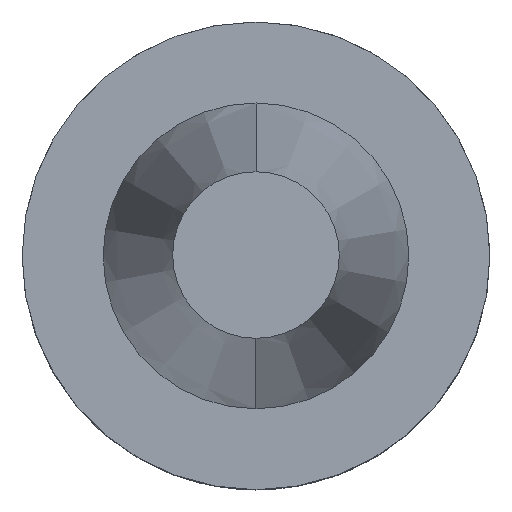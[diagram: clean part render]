
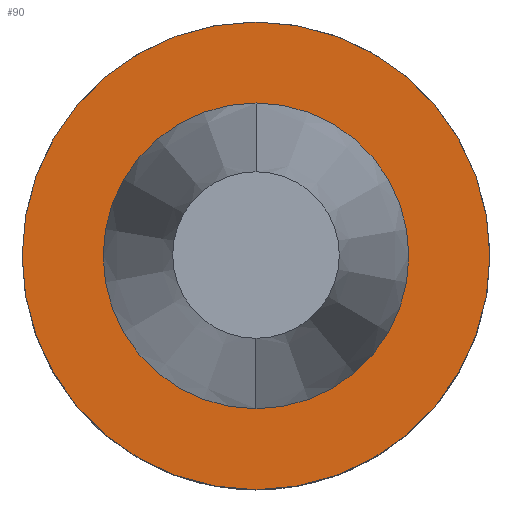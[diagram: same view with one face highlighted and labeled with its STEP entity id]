
A CAD part, top view. The second image highlights one B-rep face of the part: STEP entity #90.
In plain terms, the highlighted planar face has unit normal (0, 0, 1).
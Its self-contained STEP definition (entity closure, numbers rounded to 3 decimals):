
#90=ADVANCED_FACE('',(#121,#122),#114,.F.);
#114=PLANE('',#411);
#121=FACE_BOUND('',#147,.T.);
#122=FACE_BOUND('',#148,.T.);
#147=EDGE_LOOP('',(#186));
#148=EDGE_LOOP('',(#187,#188));
#186=ORIENTED_EDGE('',*,*,#306,.T.);
#187=ORIENTED_EDGE('',*,*,#307,.T.);
#188=ORIENTED_EDGE('',*,*,#308,.T.);
#272=VERTEX_POINT('',#606);
#273=VERTEX_POINT('',#608);
#274=VERTEX_POINT('',#609);
#306=EDGE_CURVE('',#272,#272,#349,.T.);
#307=EDGE_CURVE('',#273,#274,#350,.T.);
#308=EDGE_CURVE('',#274,#273,#351,.T.);
#349=CIRCLE('',#408,25.);
#350=CIRCLE('',#409,16.342);
#351=CIRCLE('',#410,16.342);
#408=AXIS2_PLACEMENT_3D('',#605,#478,#479);
#409=AXIS2_PLACEMENT_3D('',#607,#480,#481);
#410=AXIS2_PLACEMENT_3D('',#610,#482,#483);
#411=AXIS2_PLACEMENT_3D('',#611,#484,#485);
#478=DIRECTION('',(0.,0.,1.));
#479=DIRECTION('',(-1.,0.,0.));
#480=DIRECTION('',(0.,0.,-1.));
#481=DIRECTION('',(-1.,0.,0.));
#482=DIRECTION('',(0.,0.,-1.));
#483=DIRECTION('',(-1.,0.,0.));
#484=DIRECTION('',(0.,0.,-1.));
#485=DIRECTION('',(0.,1.,0.));
#605=CARTESIAN_POINT('',(0.,0.,-3.2));
#606=CARTESIAN_POINT('',(-25.,0.,-3.2));
#607=CARTESIAN_POINT('',(0.,0.,-3.2));
#608=CARTESIAN_POINT('',(0.,16.342,-3.2));
#609=CARTESIAN_POINT('',(0.,-16.342,-3.2));
#610=CARTESIAN_POINT('',(0.,0.,-3.2));
#611=CARTESIAN_POINT('',(0.,0.,-3.2));
